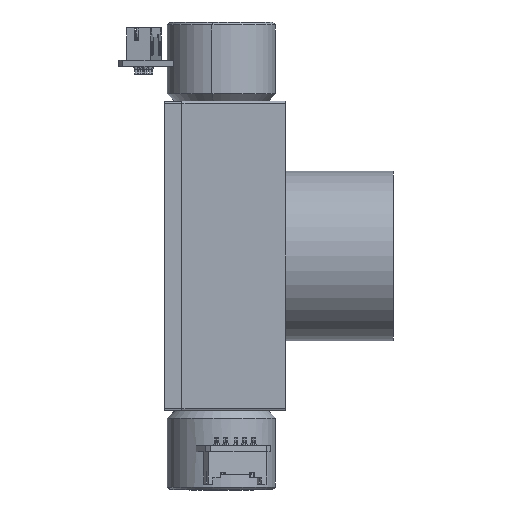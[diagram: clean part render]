
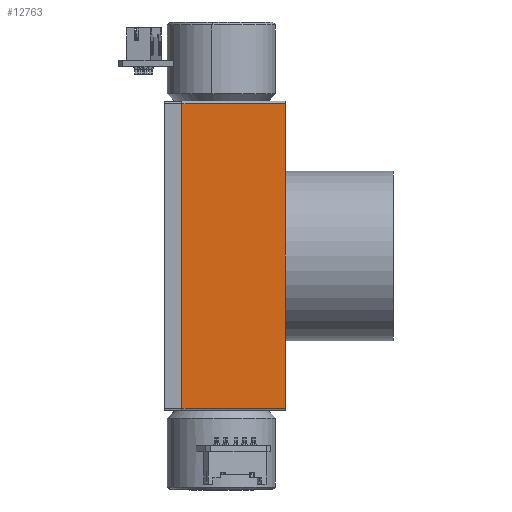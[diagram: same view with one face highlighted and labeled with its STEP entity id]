
A CAD part, left-side view. The second image highlights one B-rep face of the part: STEP entity #12763.
In plain terms, the highlighted planar face has unit normal (-1, 0, 0).
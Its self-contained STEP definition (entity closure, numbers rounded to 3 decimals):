
#29 = DIRECTION ( 'NONE',  ( 0., 1., 0. ) ) ;
#113 = FACE_OUTER_BOUND ( 'NONE', #11965, .T. ) ;
#167 = CARTESIAN_POINT ( 'NONE',  ( -32., 0., -31.5 ) ) ;
#290 = EDGE_CURVE ( 'NONE', #6468, #829, #7354, .T. ) ;
#485 = LINE ( 'NONE', #5525, #14211 ) ;
#678 = ORIENTED_EDGE ( 'NONE', *, *, #13230, .F. ) ;
#697 = ORIENTED_EDGE ( 'NONE', *, *, #5862, .T. ) ;
#829 = VERTEX_POINT ( 'NONE', #9732 ) ;
#1154 = CARTESIAN_POINT ( 'NONE',  ( -32., 21., -31. ) ) ;
#1207 = DIRECTION ( 'NONE',  ( 0., 0., -1. ) ) ;
#1800 = DIRECTION ( 'NONE',  ( 0., 0., 1. ) ) ;
#4806 = CARTESIAN_POINT ( 'NONE',  ( -32., 21., -31. ) ) ;
#5183 = DIRECTION ( 'NONE',  ( 1., 0., 0. ) ) ;
#5525 = CARTESIAN_POINT ( 'NONE',  ( -32., 21., -31.5 ) ) ;
#5862 = EDGE_CURVE ( 'NONE', #14779, #6468, #15353, .T. ) ;
#6412 = CARTESIAN_POINT ( 'NONE',  ( -32., 21., -31.5 ) ) ;
#6468 = VERTEX_POINT ( 'NONE', #6912 ) ;
#6912 = CARTESIAN_POINT ( 'NONE',  ( -32., 0., 31. ) ) ;
#6940 = VERTEX_POINT ( 'NONE', #4806 ) ;
#7354 = LINE ( 'NONE', #11436, #7986 ) ;
#7986 = VECTOR ( 'NONE', #29, 1000. ) ;
#8633 = LINE ( 'NONE', #1154, #10311 ) ;
#9732 = CARTESIAN_POINT ( 'NONE',  ( -32., 21., 31. ) ) ;
#10078 = ORIENTED_EDGE ( 'NONE', *, *, #290, .T. ) ;
#10187 = PLANE ( 'NONE',  #14722 ) ;
#10311 = VECTOR ( 'NONE', #11319, 1000. ) ;
#10570 = DIRECTION ( 'NONE',  ( 0., 0., 1. ) ) ;
#11319 = DIRECTION ( 'NONE',  ( 0., -1., 0. ) ) ;
#11436 = CARTESIAN_POINT ( 'NONE',  ( -32., 21., 31. ) ) ;
#11965 = EDGE_LOOP ( 'NONE', ( #678, #16411, #697, #10078 ) ) ;
#12763 = ADVANCED_FACE ( 'NONE', ( #113 ), #10187, .F. ) ;
#13230 = EDGE_CURVE ( 'NONE', #6940, #829, #485, .T. ) ;
#14211 = VECTOR ( 'NONE', #1800, 1000. ) ;
#14722 = AXIS2_PLACEMENT_3D ( 'NONE', #6412, #5183, #1207 ) ;
#14779 = VERTEX_POINT ( 'NONE', #16164 ) ;
#14802 = EDGE_CURVE ( 'NONE', #6940, #14779, #8633, .T. ) ;
#15353 = LINE ( 'NONE', #167, #16221 ) ;
#16164 = CARTESIAN_POINT ( 'NONE',  ( -32., 0., -31. ) ) ;
#16221 = VECTOR ( 'NONE', #10570, 1000. ) ;
#16411 = ORIENTED_EDGE ( 'NONE', *, *, #14802, .T. ) ;
